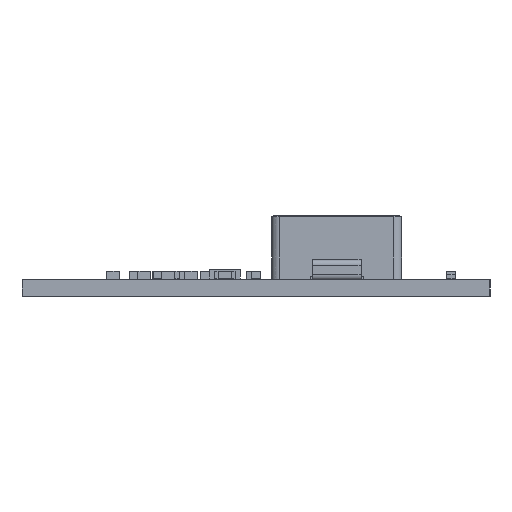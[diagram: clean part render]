
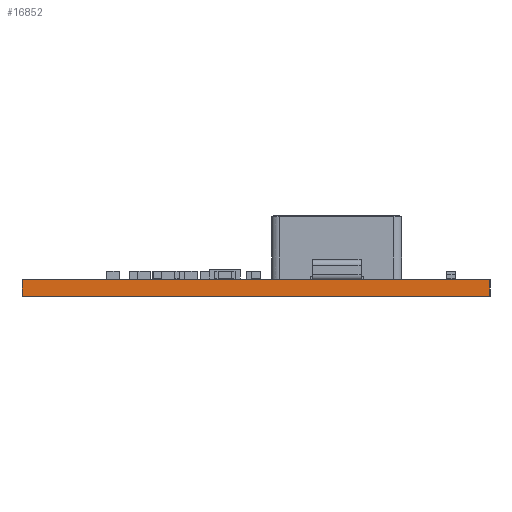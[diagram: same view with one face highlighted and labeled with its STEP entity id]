
A CAD part, left-side view. The second image highlights one B-rep face of the part: STEP entity #16852.
In plain terms, the highlighted planar face has unit normal (-1, 0, 0).
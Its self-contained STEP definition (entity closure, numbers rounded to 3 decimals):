
#16852 = ADVANCED_FACE('',(#16853),#16867,.F.);
#16853 = FACE_BOUND('',#16854,.F.);
#16854 = EDGE_LOOP('',(#16855,#16890,#16918,#16946));
#16855 = ORIENTED_EDGE('',*,*,#16856,.T.);
#16856 = EDGE_CURVE('',#16857,#16859,#16861,.T.);
#16857 = VERTEX_POINT('',#16858);
#16858 = CARTESIAN_POINT('',(0.,45.,0.));
#16859 = VERTEX_POINT('',#16860);
#16860 = CARTESIAN_POINT('',(0.,45.,1.6));
#16861 = SURFACE_CURVE('',#16862,(#16866,#16878),.PCURVE_S1.);
#16862 = LINE('',#16863,#16864);
#16863 = CARTESIAN_POINT('',(0.,45.,0.));
#16864 = VECTOR('',#16865,1.);
#16865 = DIRECTION('',(0.,0.,1.));
#16866 = PCURVE('',#16867,#16872);
#16867 = PLANE('',#16868);
#16868 = AXIS2_PLACEMENT_3D('',#16869,#16870,#16871);
#16869 = CARTESIAN_POINT('',(0.,45.,0.));
#16870 = DIRECTION('',(1.,0.,-0.));
#16871 = DIRECTION('',(0.,-1.,0.));
#16872 = DEFINITIONAL_REPRESENTATION('',(#16873),#16877);
#16873 = LINE('',#16874,#16875);
#16874 = CARTESIAN_POINT('',(0.,0.));
#16875 = VECTOR('',#16876,1.);
#16876 = DIRECTION('',(0.,-1.));
#16877 = ( GEOMETRIC_REPRESENTATION_CONTEXT(2) 
PARAMETRIC_REPRESENTATION_CONTEXT() REPRESENTATION_CONTEXT('2D SPACE',''
  ) );
#16878 = PCURVE('',#16879,#16884);
#16879 = PLANE('',#16880);
#16880 = AXIS2_PLACEMENT_3D('',#16881,#16882,#16883);
#16881 = CARTESIAN_POINT('',(80.,45.,0.));
#16882 = DIRECTION('',(0.,-1.,0.));
#16883 = DIRECTION('',(-1.,0.,0.));
#16884 = DEFINITIONAL_REPRESENTATION('',(#16885),#16889);
#16885 = LINE('',#16886,#16887);
#16886 = CARTESIAN_POINT('',(80.,0.));
#16887 = VECTOR('',#16888,1.);
#16888 = DIRECTION('',(0.,-1.));
#16889 = ( GEOMETRIC_REPRESENTATION_CONTEXT(2) 
PARAMETRIC_REPRESENTATION_CONTEXT() REPRESENTATION_CONTEXT('2D SPACE',''
  ) );
#16890 = ORIENTED_EDGE('',*,*,#16891,.T.);
#16891 = EDGE_CURVE('',#16859,#16892,#16894,.T.);
#16892 = VERTEX_POINT('',#16893);
#16893 = CARTESIAN_POINT('',(0.,0.,1.6));
#16894 = SURFACE_CURVE('',#16895,(#16899,#16906),.PCURVE_S1.);
#16895 = LINE('',#16896,#16897);
#16896 = CARTESIAN_POINT('',(0.,45.,1.6));
#16897 = VECTOR('',#16898,1.);
#16898 = DIRECTION('',(0.,-1.,0.));
#16899 = PCURVE('',#16867,#16900);
#16900 = DEFINITIONAL_REPRESENTATION('',(#16901),#16905);
#16901 = LINE('',#16902,#16903);
#16902 = CARTESIAN_POINT('',(0.,-1.6));
#16903 = VECTOR('',#16904,1.);
#16904 = DIRECTION('',(1.,0.));
#16905 = ( GEOMETRIC_REPRESENTATION_CONTEXT(2) 
PARAMETRIC_REPRESENTATION_CONTEXT() REPRESENTATION_CONTEXT('2D SPACE',''
  ) );
#16906 = PCURVE('',#16907,#16912);
#16907 = PLANE('',#16908);
#16908 = AXIS2_PLACEMENT_3D('',#16909,#16910,#16911);
#16909 = CARTESIAN_POINT('',(40.,22.5,1.6));
#16910 = DIRECTION('',(0.,0.,1.));
#16911 = DIRECTION('',(1.,0.,-0.));
#16912 = DEFINITIONAL_REPRESENTATION('',(#16913),#16917);
#16913 = LINE('',#16914,#16915);
#16914 = CARTESIAN_POINT('',(-40.,22.5));
#16915 = VECTOR('',#16916,1.);
#16916 = DIRECTION('',(0.,-1.));
#16917 = ( GEOMETRIC_REPRESENTATION_CONTEXT(2) 
PARAMETRIC_REPRESENTATION_CONTEXT() REPRESENTATION_CONTEXT('2D SPACE',''
  ) );
#16918 = ORIENTED_EDGE('',*,*,#16919,.F.);
#16919 = EDGE_CURVE('',#16920,#16892,#16922,.T.);
#16920 = VERTEX_POINT('',#16921);
#16921 = CARTESIAN_POINT('',(0.,-0.,0.));
#16922 = SURFACE_CURVE('',#16923,(#16927,#16934),.PCURVE_S1.);
#16923 = LINE('',#16924,#16925);
#16924 = CARTESIAN_POINT('',(0.,-0.,0.));
#16925 = VECTOR('',#16926,1.);
#16926 = DIRECTION('',(0.,0.,1.));
#16927 = PCURVE('',#16867,#16928);
#16928 = DEFINITIONAL_REPRESENTATION('',(#16929),#16933);
#16929 = LINE('',#16930,#16931);
#16930 = CARTESIAN_POINT('',(45.,0.));
#16931 = VECTOR('',#16932,1.);
#16932 = DIRECTION('',(0.,-1.));
#16933 = ( GEOMETRIC_REPRESENTATION_CONTEXT(2) 
PARAMETRIC_REPRESENTATION_CONTEXT() REPRESENTATION_CONTEXT('2D SPACE',''
  ) );
#16934 = PCURVE('',#16935,#16940);
#16935 = PLANE('',#16936);
#16936 = AXIS2_PLACEMENT_3D('',#16937,#16938,#16939);
#16937 = CARTESIAN_POINT('',(0.,0.,0.));
#16938 = DIRECTION('',(0.,1.,0.));
#16939 = DIRECTION('',(1.,0.,0.));
#16940 = DEFINITIONAL_REPRESENTATION('',(#16941),#16945);
#16941 = LINE('',#16942,#16943);
#16942 = CARTESIAN_POINT('',(0.,0.));
#16943 = VECTOR('',#16944,1.);
#16944 = DIRECTION('',(0.,-1.));
#16945 = ( GEOMETRIC_REPRESENTATION_CONTEXT(2) 
PARAMETRIC_REPRESENTATION_CONTEXT() REPRESENTATION_CONTEXT('2D SPACE',''
  ) );
#16946 = ORIENTED_EDGE('',*,*,#16947,.F.);
#16947 = EDGE_CURVE('',#16857,#16920,#16948,.T.);
#16948 = SURFACE_CURVE('',#16949,(#16953,#16960),.PCURVE_S1.);
#16949 = LINE('',#16950,#16951);
#16950 = CARTESIAN_POINT('',(0.,45.,0.));
#16951 = VECTOR('',#16952,1.);
#16952 = DIRECTION('',(0.,-1.,0.));
#16953 = PCURVE('',#16867,#16954);
#16954 = DEFINITIONAL_REPRESENTATION('',(#16955),#16959);
#16955 = LINE('',#16956,#16957);
#16956 = CARTESIAN_POINT('',(0.,0.));
#16957 = VECTOR('',#16958,1.);
#16958 = DIRECTION('',(1.,0.));
#16959 = ( GEOMETRIC_REPRESENTATION_CONTEXT(2) 
PARAMETRIC_REPRESENTATION_CONTEXT() REPRESENTATION_CONTEXT('2D SPACE',''
  ) );
#16960 = PCURVE('',#16961,#16966);
#16961 = PLANE('',#16962);
#16962 = AXIS2_PLACEMENT_3D('',#16963,#16964,#16965);
#16963 = CARTESIAN_POINT('',(40.,22.5,0.));
#16964 = DIRECTION('',(0.,0.,1.));
#16965 = DIRECTION('',(1.,0.,-0.));
#16966 = DEFINITIONAL_REPRESENTATION('',(#16967),#16971);
#16967 = LINE('',#16968,#16969);
#16968 = CARTESIAN_POINT('',(-40.,22.5));
#16969 = VECTOR('',#16970,1.);
#16970 = DIRECTION('',(0.,-1.));
#16971 = ( GEOMETRIC_REPRESENTATION_CONTEXT(2) 
PARAMETRIC_REPRESENTATION_CONTEXT() REPRESENTATION_CONTEXT('2D SPACE',''
  ) );
